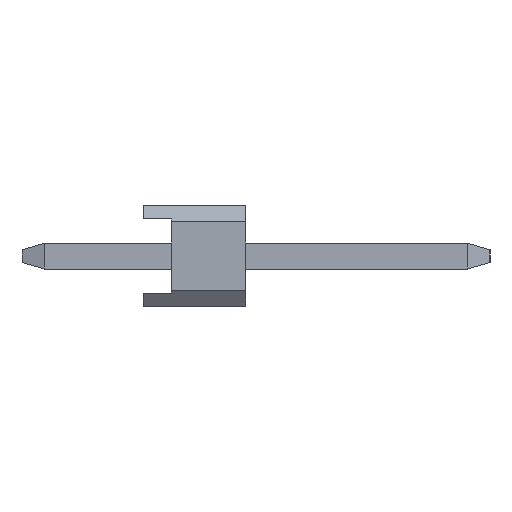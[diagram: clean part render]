
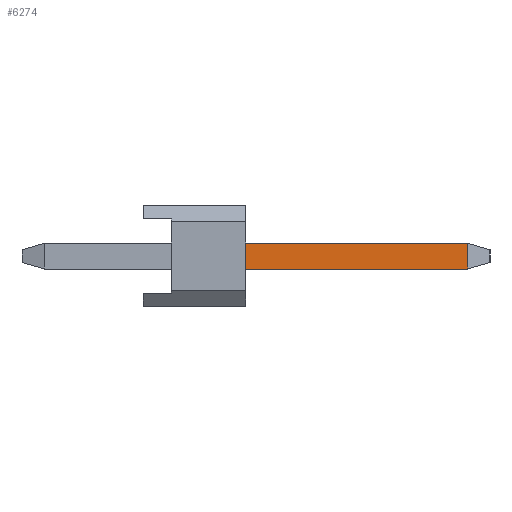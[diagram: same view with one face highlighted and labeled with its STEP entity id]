
A CAD part, left-side view. The second image highlights one B-rep face of the part: STEP entity #6274.
In plain terms, the highlighted planar face has unit normal (-1, 0, 0).
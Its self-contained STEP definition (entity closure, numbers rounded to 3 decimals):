
#3206=EDGE_CURVE('',#5794,#7784,#8483,.T.);
#3212=EDGE_CURVE('',#7784,#6502,#8489,.T.);
#3628=VERTEX_POINT('',#8956);
#5794=VERTEX_POINT('',#11372);
#6274=ADVANCED_FACE('',(#11902),#11903,.T.);
#6404=EDGE_CURVE('',#3628,#5794,#12052,.T.);
#6502=VERTEX_POINT('',#12158);
#7542=EDGE_CURVE('',#6502,#3628,#13284,.T.);
#7784=VERTEX_POINT('',#13552);
#8483=LINE('',#14575,#14576);
#8489=LINE('',#14583,#14584);
#8956=CARTESIAN_POINT('',(-20.64,-2.54,-0.32));
#11372=CARTESIAN_POINT('',(-20.64,-2.54,0.32));
#11902=FACE_OUTER_BOUND('',#19467,.T.);
#11903=PLANE('',#19468);
#12052=LINE('',#19664,#19665);
#12158=CARTESIAN_POINT('',(-20.64,-8.054,-0.32));
#13284=LINE('',#21486,#21487);
#13552=CARTESIAN_POINT('',(-20.64,-8.054,0.32));
#14575=CARTESIAN_POINT('',(-20.64,-2.8,0.32));
#14576=VECTOR('',#22486,1.0);
#14583=CARTESIAN_POINT('',(-20.64,-8.054,0.5));
#14584=VECTOR('',#22487,1.0);
#19467=EDGE_LOOP('',(#26242,#26243,#26244,#26245));
#19468=AXIS2_PLACEMENT_3D('',#26246,#26247,#26248);
#19664=CARTESIAN_POINT('',(-20.64,-2.54,0.252));
#19665=VECTOR('',#26424,1.0);
#21486=CARTESIAN_POINT('',(-20.64,2.454,-0.32));
#21487=VECTOR('',#27501,1.0);
#22486=DIRECTION('',(0.,-1.0,0.));
#22487=DIRECTION('',(0.0,0.,-1.0));
#26242=ORIENTED_EDGE('',*,*,#6404,.F.);
#26243=ORIENTED_EDGE('',*,*,#7542,.F.);
#26244=ORIENTED_EDGE('',*,*,#3212,.F.);
#26245=ORIENTED_EDGE('',*,*,#3206,.F.);
#26246=CARTESIAN_POINT('',(-20.64,2.454,0.5));
#26247=DIRECTION('',(-1.0,0.,0.));
#26248=DIRECTION('',(0.,1.0,0.));
#26424=DIRECTION('',(0.,0.,1.0));
#27501=DIRECTION('',(0.,1.0,0.));
